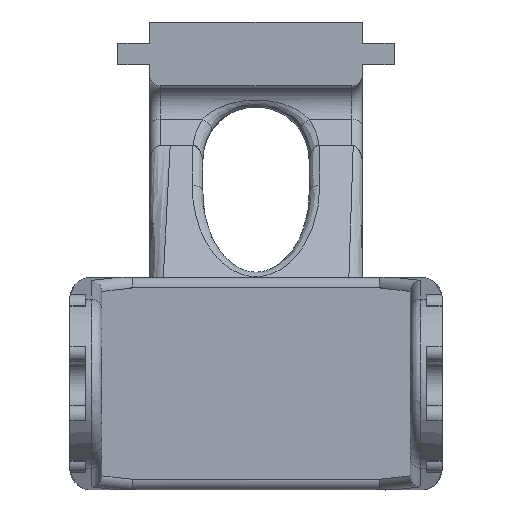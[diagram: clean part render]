
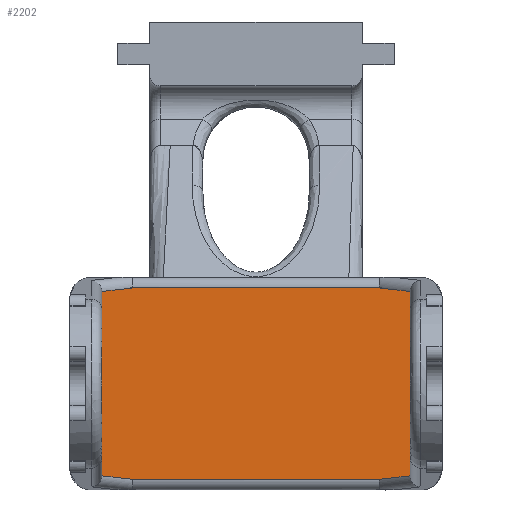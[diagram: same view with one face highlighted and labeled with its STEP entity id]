
A CAD part, front view. The second image highlights one B-rep face of the part: STEP entity #2202.
In plain terms, the highlighted planar face has unit normal (0, -1, 0).
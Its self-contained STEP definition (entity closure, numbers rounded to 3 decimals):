
#39=ELLIPSE('',#2369,1.423,1.);
#41=ELLIPSE('',#2372,1.423,1.);
#43=ELLIPSE('',#2377,1.423,1.);
#45=ELLIPSE('',#2398,1.423,1.);
#178=LINE('',#4784,#338);
#189=LINE('',#4848,#349);
#196=LINE('',#4888,#356);
#203=LINE('',#4922,#363);
#204=LINE('',#4924,#364);
#205=LINE('',#4926,#365);
#206=LINE('',#4928,#366);
#207=LINE('',#4929,#367);
#338=VECTOR('',#2736,10.);
#349=VECTOR('',#2781,10.);
#356=VECTOR('',#2806,10.);
#363=VECTOR('',#2839,10.);
#364=VECTOR('',#2842,10.);
#365=VECTOR('',#2843,10.);
#366=VECTOR('',#2844,10.);
#367=VECTOR('',#2845,10.);
#473=PLANE('',#2415);
#552=FACE_OUTER_BOUND('',#683,.T.);
#683=EDGE_LOOP('',(#1754,#1755,#1756,#1757,#1758,#1759,#1760,#1761,#1762,
#1763,#1764,#1765));
#1001=VERTEX_POINT('',#4731);
#1002=VERTEX_POINT('',#4747);
#1004=VERTEX_POINT('',#4753);
#1005=VERTEX_POINT('',#4754);
#1011=VERTEX_POINT('',#4786);
#1012=VERTEX_POINT('',#4802);
#1024=VERTEX_POINT('',#4845);
#1025=VERTEX_POINT('',#4847);
#1030=VERTEX_POINT('',#4859);
#1031=VERTEX_POINT('',#4860);
#1044=VERTEX_POINT('',#4925);
#1045=VERTEX_POINT('',#4927);
#1244=EDGE_CURVE('',#1001,#1002,#39,.T.);
#1247=EDGE_CURVE('',#1004,#1005,#41,.F.);
#1256=EDGE_CURVE('',#1004,#1001,#178,.T.);
#1258=EDGE_CURVE('',#1011,#1012,#43,.T.);
#1279=EDGE_CURVE('',#1025,#1024,#189,.T.);
#1285=EDGE_CURVE('',#1030,#1031,#45,.F.);
#1293=EDGE_CURVE('',#1030,#1011,#196,.T.);
#1309=EDGE_CURVE('',#1025,#1005,#203,.T.);
#1310=EDGE_CURVE('',#1012,#1024,#204,.T.);
#1311=EDGE_CURVE('',#1044,#1031,#205,.T.);
#1312=EDGE_CURVE('',#1045,#1044,#206,.T.);
#1313=EDGE_CURVE('',#1002,#1045,#207,.T.);
#1754=ORIENTED_EDGE('',*,*,#1256,.F.);
#1755=ORIENTED_EDGE('',*,*,#1247,.T.);
#1756=ORIENTED_EDGE('',*,*,#1309,.F.);
#1757=ORIENTED_EDGE('',*,*,#1279,.T.);
#1758=ORIENTED_EDGE('',*,*,#1310,.F.);
#1759=ORIENTED_EDGE('',*,*,#1258,.F.);
#1760=ORIENTED_EDGE('',*,*,#1293,.F.);
#1761=ORIENTED_EDGE('',*,*,#1285,.T.);
#1762=ORIENTED_EDGE('',*,*,#1311,.F.);
#1763=ORIENTED_EDGE('',*,*,#1312,.F.);
#1764=ORIENTED_EDGE('',*,*,#1313,.F.);
#1765=ORIENTED_EDGE('',*,*,#1244,.F.);
#2202=ADVANCED_FACE('',(#552),#473,.F.);
#2369=AXIS2_PLACEMENT_3D('',#4748,#2715,#2716);
#2372=AXIS2_PLACEMENT_3D('',#4755,#2722,#2723);
#2377=AXIS2_PLACEMENT_3D('',#4803,#2739,#2740);
#2398=AXIS2_PLACEMENT_3D('',#4861,#2793,#2794);
#2415=AXIS2_PLACEMENT_3D('',#4923,#2840,#2841);
#2715=DIRECTION('center_axis',(0.,-1.,0.));
#2716=DIRECTION('ref_axis',(-0.113,0.,-0.994));
#2722=DIRECTION('center_axis',(0.,-1.,0.));
#2723=DIRECTION('ref_axis',(-0.113,0.,0.994));
#2736=DIRECTION('',(0.,0.,1.));
#2739=DIRECTION('center_axis',(0.,-1.,0.));
#2740=DIRECTION('ref_axis',(0.113,0.,0.994));
#2781=DIRECTION('',(1.,0.,0.));
#2793=DIRECTION('center_axis',(0.,-1.,0.));
#2794=DIRECTION('ref_axis',(0.113,0.,-0.994));
#2806=DIRECTION('',(0.,0.,-1.));
#2839=DIRECTION('',(0.,0.,1.));
#2840=DIRECTION('center_axis',(0.,1.,0.));
#2841=DIRECTION('ref_axis',(-1.,0.,0.));
#2842=DIRECTION('',(0.,0.,-1.));
#2843=DIRECTION('',(0.,0.,-1.));
#2844=DIRECTION('',(1.,0.,0.));
#2845=DIRECTION('',(0.,0.,1.));
#4731=CARTESIAN_POINT('',(-5.005,-43.531,-76.17));
#4747=CARTESIAN_POINT('',(-4.998,-43.531,-76.17));
#4748=CARTESIAN_POINT('Origin',(-4.998,-43.531,-74.756));
#4753=CARTESIAN_POINT('',(-5.005,-43.531,-99.398));
#4754=CARTESIAN_POINT('',(-4.998,-43.531,-99.399));
#4755=CARTESIAN_POINT('Origin',(-4.998,-43.531,-100.813));
#4784=CARTESIAN_POINT('',(-5.005,-43.531,-96.534));
#4786=CARTESIAN_POINT('',(12.995,-43.531,-99.398));
#4802=CARTESIAN_POINT('',(12.989,-43.531,-99.399));
#4803=CARTESIAN_POINT('Origin',(12.989,-43.531,-100.813));
#4845=CARTESIAN_POINT('',(12.989,-43.531,-102.284));
#4847=CARTESIAN_POINT('',(-4.998,-43.531,-102.284));
#4848=CARTESIAN_POINT('',(3.995,-43.531,-102.284));
#4859=CARTESIAN_POINT('',(12.995,-43.531,-76.17));
#4860=CARTESIAN_POINT('',(12.989,-43.531,-76.17));
#4861=CARTESIAN_POINT('Origin',(12.989,-43.531,-74.756));
#4888=CARTESIAN_POINT('',(12.995,-43.531,-96.534));
#4922=CARTESIAN_POINT('',(-4.998,-43.531,-95.817));
#4923=CARTESIAN_POINT('Origin',(3.995,-43.531,-87.784));
#4924=CARTESIAN_POINT('',(12.989,-43.531,-95.817));
#4925=CARTESIAN_POINT('',(12.989,-43.531,-73.284));
#4926=CARTESIAN_POINT('',(12.989,-43.531,-79.752));
#4927=CARTESIAN_POINT('',(-4.998,-43.531,-73.284));
#4928=CARTESIAN_POINT('',(13.995,-43.531,-73.284));
#4929=CARTESIAN_POINT('',(-4.998,-43.531,-79.752));
